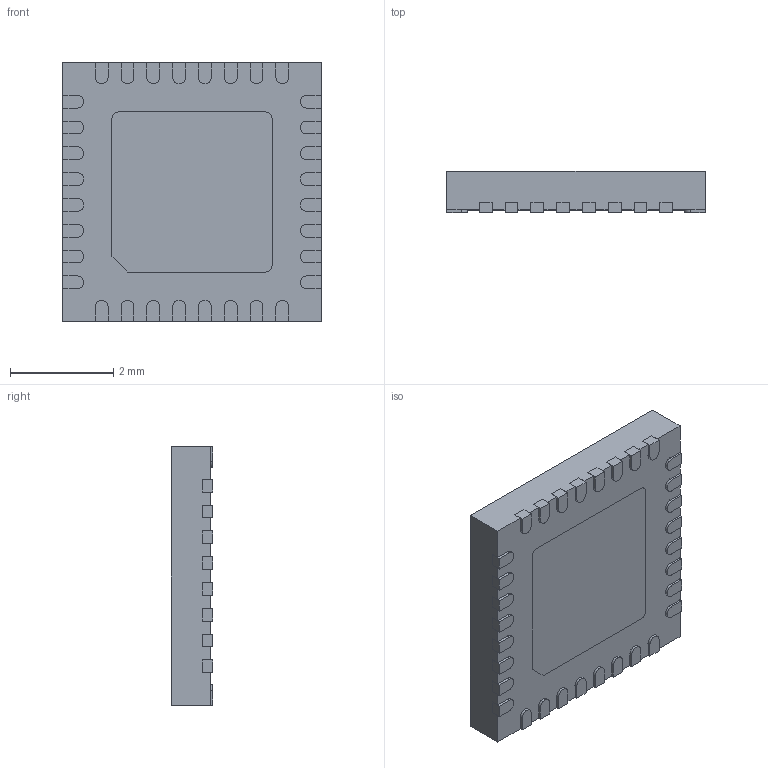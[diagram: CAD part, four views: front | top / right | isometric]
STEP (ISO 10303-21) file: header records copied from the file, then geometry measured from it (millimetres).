
FILE_DESCRIPTION (( 'STEP AP214' ), '1' );
FILE_NAME ('AD5751ACPZ.STEP', '2022-05-08T05:35:12', ( '' ), ( '' ), 'SwSTEP 2.0', 'SolidWorks 2017', '' );
FILE_SCHEMA (( 'AUTOMOTIVE_DESIGN' ));
Length unit declared in the file: millimetre
Products named in the file (1): AD5751ACPZ
Bounding box: 5 x 0.8 x 5 mm (x, y, z)
Volume: 18.9 mm3; surface area: 105.4 mm2
Topology: 35 solids, 35 shells, 368 faces, 888 edges, 592 vertices
Faces by surface type: plane 278, cylinder 90
Entity records: 11012 total; most frequent: CARTESIAN_POINT 1849, DIRECTION 1806, ORIENTED_EDGE 1776, EDGE_CURVE 888, VECTOR 708, LINE 708, VERTEX_POINT 592, AXIS2_PLACEMENT_3D 549
